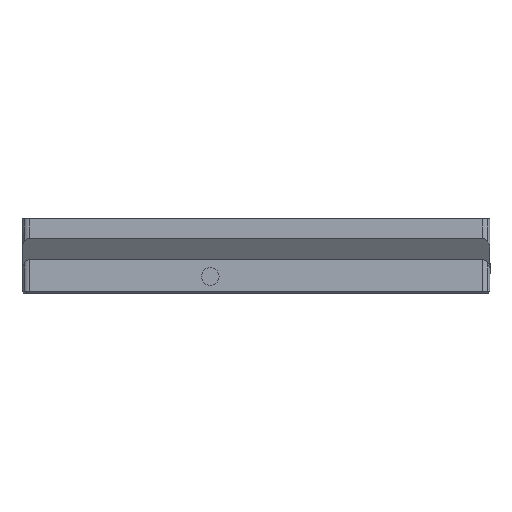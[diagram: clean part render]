
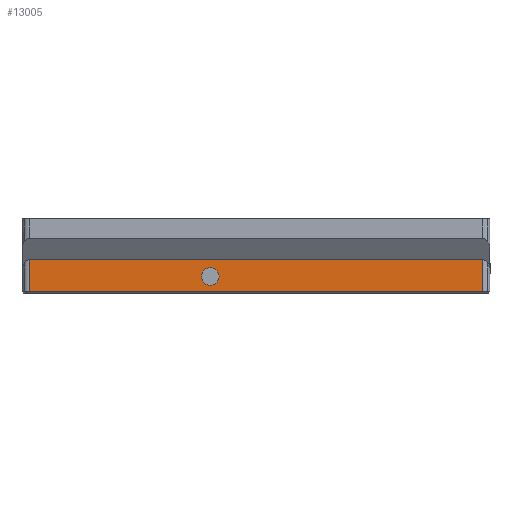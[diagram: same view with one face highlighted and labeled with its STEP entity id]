
A CAD part, front view. The second image highlights one B-rep face of the part: STEP entity #13005.
In plain terms, the highlighted planar face has unit normal (0, -1, 0).
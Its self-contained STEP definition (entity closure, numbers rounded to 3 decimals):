
#44 = LINE ( 'NONE', #1233, #2613 ) ;
#95 = CARTESIAN_POINT ( 'NONE',  ( -75., 4., 4.5 ) ) ;
#125 = AXIS2_PLACEMENT_3D ( 'NONE', #95, #1209, #5756 ) ;
#239 = VERTEX_POINT ( 'NONE', #1015 ) ;
#329 = CARTESIAN_POINT ( 'NONE',  ( -75., 4., 4.5 ) ) ;
#482 = CARTESIAN_POINT ( 'NONE',  ( -45.25, 4., 0.4 ) ) ;
#492 = VERTEX_POINT ( 'NONE', #14097 ) ;
#936 = CARTESIAN_POINT ( 'NONE',  ( -123.5, 4., 14.5 ) ) ;
#1015 = CARTESIAN_POINT ( 'NONE',  ( -123.5, 4., 0.4 ) ) ;
#1209 = DIRECTION ( 'NONE',  ( 0., 1., 0. ) ) ;
#1233 = CARTESIAN_POINT ( 'NONE',  ( -2., 4., 14.5 ) ) ;
#1464 = AXIS2_PLACEMENT_3D ( 'NONE', #329, #13730, #3544 ) ;
#1751 = EDGE_CURVE ( 'NONE', #3812, #3702, #11217, .T. ) ;
#2136 = DIRECTION ( 'NONE',  ( 0., 0., -1. ) ) ;
#2154 = ORIENTED_EDGE ( 'NONE', *, *, #10638, .T. ) ;
#2480 = CARTESIAN_POINT ( 'NONE',  ( -77.35, 4., 4.5 ) ) ;
#2613 = VECTOR ( 'NONE', #2136, 1000. ) ;
#2729 = CARTESIAN_POINT ( 'NONE',  ( -2., 4., 9. ) ) ;
#2896 = ORIENTED_EDGE ( 'NONE', *, *, #5258, .F. ) ;
#2928 = EDGE_CURVE ( 'NONE', #492, #239, #10176, .T. ) ;
#3544 = DIRECTION ( 'NONE',  ( 1., 0., 0. ) ) ;
#3702 = VERTEX_POINT ( 'NONE', #2480 ) ;
#3812 = VERTEX_POINT ( 'NONE', #14152 ) ;
#3957 = FACE_BOUND ( 'NONE', #11692, .T. ) ;
#5166 = EDGE_CURVE ( 'NONE', #239, #7856, #9887, .T. ) ;
#5258 = EDGE_CURVE ( 'NONE', #6400, #492, #44, .T. ) ;
#5756 = DIRECTION ( 'NONE',  ( 1., 0., 0. ) ) ;
#6120 = FACE_OUTER_BOUND ( 'NONE', #9391, .T. ) ;
#6400 = VERTEX_POINT ( 'NONE', #2729 ) ;
#6472 = VECTOR ( 'NONE', #11518, 1000. ) ;
#6534 = DIRECTION ( 'NONE',  ( 0., 0., 1. ) ) ;
#7732 = EDGE_CURVE ( 'NONE', #6400, #7856, #10652, .T. ) ;
#7856 = VERTEX_POINT ( 'NONE', #7864 ) ;
#7864 = CARTESIAN_POINT ( 'NONE',  ( -123.5, 4., 9. ) ) ;
#8619 = VECTOR ( 'NONE', #13115, 1000. ) ;
#9391 = EDGE_LOOP ( 'NONE', ( #14577, #2896, #11076, #12932 ) ) ;
#9485 = DIRECTION ( 'NONE',  ( 0., 0., 1. ) ) ;
#9710 = DIRECTION ( 'NONE',  ( 0., 1., 0. ) ) ;
#9887 = LINE ( 'NONE', #936, #9985 ) ;
#9985 = VECTOR ( 'NONE', #6534, 1000. ) ;
#10176 = LINE ( 'NONE', #482, #6472 ) ;
#10638 = EDGE_CURVE ( 'NONE', #3702, #3812, #13214, .T. ) ;
#10652 = LINE ( 'NONE', #11851, #8619 ) ;
#11076 = ORIENTED_EDGE ( 'NONE', *, *, #7732, .T. ) ;
#11217 = CIRCLE ( 'NONE', #1464, 2.35 ) ;
#11518 = DIRECTION ( 'NONE',  ( -1., 0., 0. ) ) ;
#11665 = AXIS2_PLACEMENT_3D ( 'NONE', #12798, #9710, #9485 ) ;
#11692 = EDGE_LOOP ( 'NONE', ( #12298, #2154 ) ) ;
#11851 = CARTESIAN_POINT ( 'NONE',  ( -25., 4., 9. ) ) ;
#12298 = ORIENTED_EDGE ( 'NONE', *, *, #1751, .T. ) ;
#12798 = CARTESIAN_POINT ( 'NONE',  ( -25., 4., 9. ) ) ;
#12932 = ORIENTED_EDGE ( 'NONE', *, *, #5166, .F. ) ;
#13005 = ADVANCED_FACE ( 'NONE', ( #3957, #6120 ), #14230, .F. ) ;
#13115 = DIRECTION ( 'NONE',  ( -1., 0., 0. ) ) ;
#13214 = CIRCLE ( 'NONE', #125, 2.35 ) ;
#13730 = DIRECTION ( 'NONE',  ( 0., 1., 0. ) ) ;
#14097 = CARTESIAN_POINT ( 'NONE',  ( -2., 4., 0.4 ) ) ;
#14152 = CARTESIAN_POINT ( 'NONE',  ( -72.65, 4., 4.5 ) ) ;
#14230 = PLANE ( 'NONE',  #11665 ) ;
#14577 = ORIENTED_EDGE ( 'NONE', *, *, #2928, .F. ) ;
